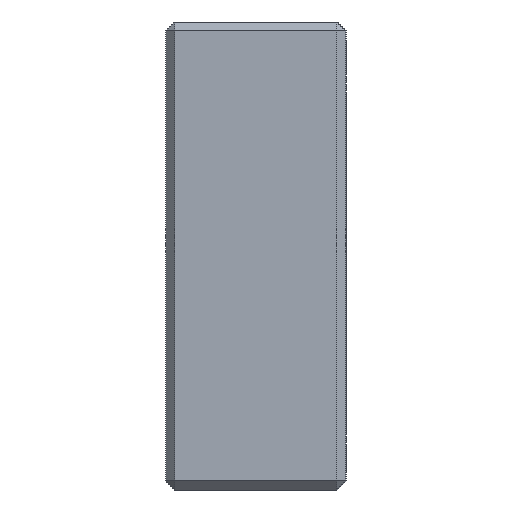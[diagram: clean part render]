
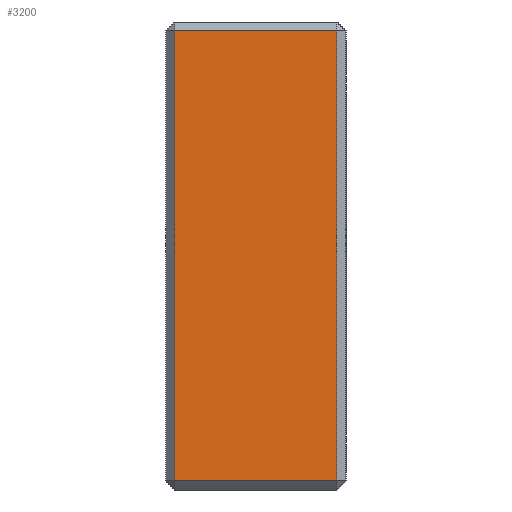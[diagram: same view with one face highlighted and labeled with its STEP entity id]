
A CAD part, left-side view. The second image highlights one B-rep face of the part: STEP entity #3200.
In plain terms, the highlighted planar face has unit normal (-1, 0, 0).
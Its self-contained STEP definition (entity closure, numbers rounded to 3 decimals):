
#202=FACE_OUTER_BOUND('',#409,.T.);
#409=EDGE_LOOP('',(#2491,#2492,#2493,#2494));
#659=LINE('',#4765,#1068);
#661=LINE('',#4768,#1070);
#663=LINE('',#4771,#1072);
#670=LINE('',#4782,#1079);
#1068=VECTOR('',#3823,10.);
#1070=VECTOR('',#3827,10.);
#1072=VECTOR('',#3831,10.);
#1079=VECTOR('',#3846,10.);
#1420=VERTEX_POINT('',#4711);
#1423=VERTEX_POINT('',#4718);
#1435=VERTEX_POINT('',#4750);
#1437=VERTEX_POINT('',#4755);
#1725=EDGE_CURVE('',#1423,#1437,#659,.T.);
#1727=EDGE_CURVE('',#1437,#1435,#661,.T.);
#1729=EDGE_CURVE('',#1435,#1420,#663,.T.);
#1736=EDGE_CURVE('',#1420,#1423,#670,.T.);
#2491=ORIENTED_EDGE('',*,*,#1725,.F.);
#2492=ORIENTED_EDGE('',*,*,#1736,.F.);
#2493=ORIENTED_EDGE('',*,*,#1729,.F.);
#2494=ORIENTED_EDGE('',*,*,#1727,.F.);
#3003=PLANE('',#3437);
#3200=ADVANCED_FACE('',(#202),#3003,.T.);
#3437=AXIS2_PLACEMENT_3D('',#5001,#4089,#4090);
#3823=DIRECTION('',(0.,1.,0.));
#3827=DIRECTION('',(0.,0.,1.));
#3831=DIRECTION('',(0.,-1.,0.));
#3846=DIRECTION('',(0.,0.,-1.));
#4089=DIRECTION('center_axis',(-1.,0.,0.));
#4090=DIRECTION('ref_axis',(0.,-1.,0.));
#4711=CARTESIAN_POINT('',(-22.015,-2.5,25.5));
#4718=CARTESIAN_POINT('',(-22.015,-2.5,0.5));
#4750=CARTESIAN_POINT('',(-22.015,6.5,25.5));
#4755=CARTESIAN_POINT('',(-22.015,6.5,0.5));
#4765=CARTESIAN_POINT('',(-22.015,4.5,0.5));
#4768=CARTESIAN_POINT('',(-22.015,6.5,0.));
#4771=CARTESIAN_POINT('',(-22.015,4.5,25.5));
#4782=CARTESIAN_POINT('',(-22.015,-2.5,0.));
#5001=CARTESIAN_POINT('Origin',(-22.015,7.,0.));
